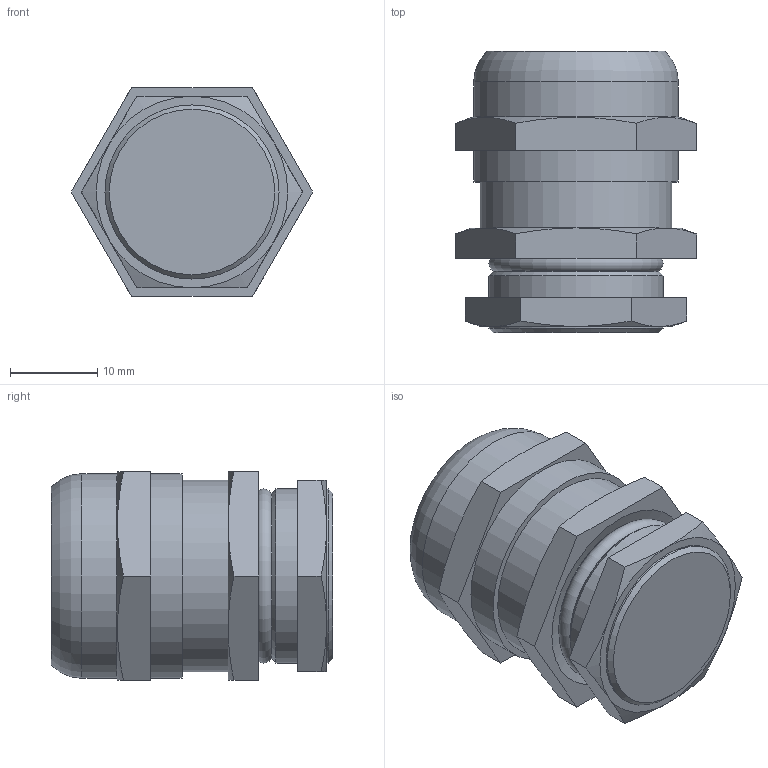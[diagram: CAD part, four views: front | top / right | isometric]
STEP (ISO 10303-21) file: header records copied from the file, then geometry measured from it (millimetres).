
FILE_DESCRIPTION(/* description */ (''),/* implementation_level */ '2;1');
FILE_NAME(/* name */ 'Сборка М20 S24.stp',/* time_stamp */ '2016-07-04T16:40:58+06:00',/* author */ ('zeta-09'),/* organization */ (''),/* preprocessor_version */ 'ST-DEVELOPER v15.6',/* originating_system */ 'Autodesk Inventor 2015',/* authorisation */ '');
FILE_SCHEMA (('AUTOMOTIVE_DESIGN { 1 0 10303 214 3 1 1 }'));
Length unit declared in the file: centimetre
Products named in the file (1): Сборка М20 S24
Bounding box: 27.71 x 32.29 x 24 mm (x, y, z)
Volume: 13262.5 mm3; surface area: 3780.7 mm2
Topology: 1 solids, 1 shells, 53 faces, 116 edges, 72 vertices
Faces by surface type: plane 27, cone 16, cylinder 8, torus 2
Full cylindrical faces by diameter (mm): 14.5 x1, 19 x2, 20 x2, 22 x1, 23.5 x2
Entity records: 1364 total; most frequent: CARTESIAN_POINT 278, DIRECTION 206, ORIENTED_EDGE 194, EDGE_CURVE 97, AXIS2_PLACEMENT_3D 85, EDGE_LOOP 74, VERTEX_POINT 67, FACE_OUTER_BOUND 53
